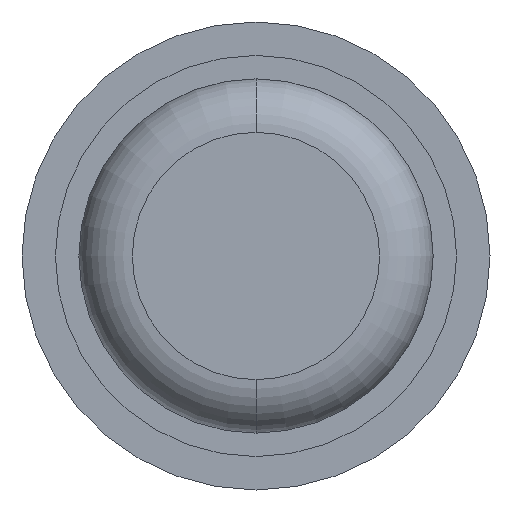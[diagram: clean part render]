
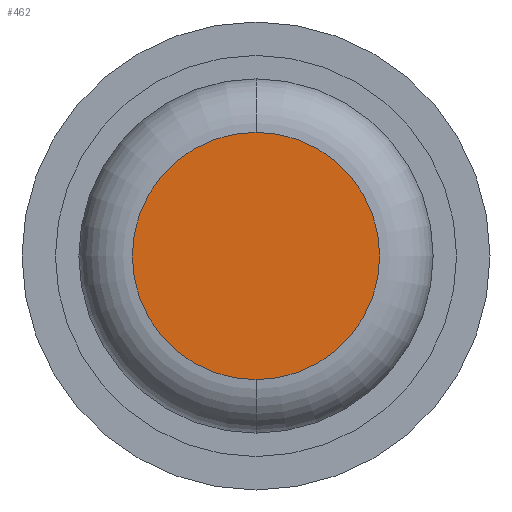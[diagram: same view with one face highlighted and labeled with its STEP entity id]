
A CAD part, front view. The second image highlights one B-rep face of the part: STEP entity #462.
In plain terms, the highlighted planar face has unit normal (0, -1, 0).
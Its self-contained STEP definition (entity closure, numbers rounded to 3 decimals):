
#11 = CARTESIAN_POINT ( 'NONE',  ( 0., -10., 0. ) ) ;
#119 = AXIS2_PLACEMENT_3D ( 'NONE', #940, #1283, #3487 ) ;
#366 = CIRCLE ( 'NONE', #119, 0.925 ) ;
#440 = PLANE ( 'NONE',  #3493 ) ;
#462 = ADVANCED_FACE ( 'Defeature ausgef�hrt1_0', ( #2491 ), #440, .T. ) ;
#623 = ORIENTED_EDGE ( 'NONE', *, *, #3295, .T. ) ;
#766 = DIRECTION ( 'NONE',  ( 0., 0., -1. ) ) ;
#940 = CARTESIAN_POINT ( 'NONE',  ( 0., -10., 0. ) ) ;
#1057 = DIRECTION ( 'NONE',  ( 0., 0., -1. ) ) ;
#1283 = DIRECTION ( 'NONE',  ( 0., -1., 0. ) ) ;
#1451 = EDGE_CURVE ( 'Defeature ausgef�hrt1_0+Defeature ausgef�hrt1_8+Defeature ausgef�hrt1_8+Defeature ausgef�hrt1_8', #2548, #1608, #2300, .T. ) ;
#1608 = VERTEX_POINT ( 'NONE', #1757 ) ;
#1737 = DIRECTION ( 'NONE',  ( 0., -1., 0. ) ) ;
#1757 = CARTESIAN_POINT ( 'NONE',  ( 0., -10., 0.925 ) ) ;
#2300 = CIRCLE ( 'NONE', #4041, 0.925 ) ;
#2491 = FACE_OUTER_BOUND ( 'NONE', #2762, .T. ) ;
#2548 = VERTEX_POINT ( 'NONE', #3933 ) ;
#2762 = EDGE_LOOP ( 'NONE', ( #3089, #623 ) ) ;
#3089 = ORIENTED_EDGE ( 'NONE', *, *, #1451, .T. ) ;
#3159 = DIRECTION ( 'NONE',  ( 0., -1., 0. ) ) ;
#3295 = EDGE_CURVE ( 'Defeature ausgef�hrt1_0+Defeature ausgef�hrt1_8+Defeature ausgef�hrt1_8+Defeature ausgef�hrt1_8', #1608, #2548, #366, .T. ) ;
#3487 = DIRECTION ( 'NONE',  ( 0., 0., -1. ) ) ;
#3493 = AXIS2_PLACEMENT_3D ( 'NONE', #3633, #1737, #766 ) ;
#3633 = CARTESIAN_POINT ( 'NONE',  ( -1.325, -10., 0. ) ) ;
#3933 = CARTESIAN_POINT ( 'NONE',  ( 0., -10., -0.925 ) ) ;
#4041 = AXIS2_PLACEMENT_3D ( 'NONE', #11, #3159, #1057 ) ;
